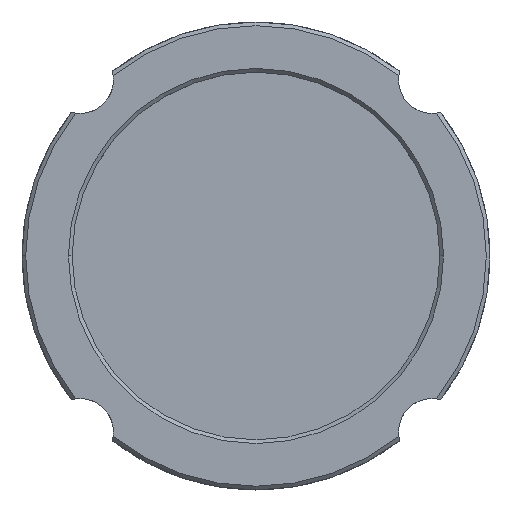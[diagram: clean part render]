
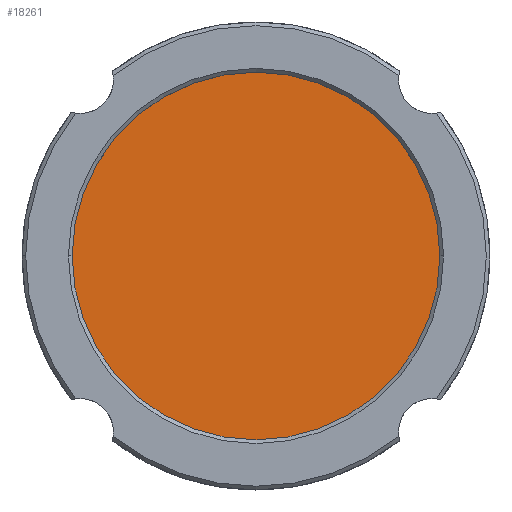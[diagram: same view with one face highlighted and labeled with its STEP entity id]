
A CAD part, top view. The second image highlights one B-rep face of the part: STEP entity #18261.
In plain terms, the highlighted planar face has unit normal (0, 0, 1).
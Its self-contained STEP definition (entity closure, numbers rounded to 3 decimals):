
#1571 = DIRECTION ( 'NONE',  ( 0., 0., 1. ) ) ;
#1572 = CARTESIAN_POINT ( 'NONE',  ( 0., 0., 40.2 ) ) ;
#1573 = FACE_OUTER_BOUND ( 'NONE', #18262, .T. ) ;
#1578 = AXIS2_PLACEMENT_3D ( 'NONE', #1572, #1571, #1588 ) ;
#1588 = DIRECTION ( 'NONE',  ( 1., 0., 0. ) ) ;
#1593 = PLANE ( 'NONE',  #1578 ) ;
#1989 = CARTESIAN_POINT ( 'NONE',  ( 49.5, 0., 40.2 ) ) ;
#1994 = CARTESIAN_POINT ( 'NONE',  ( -49.5, 0., 40.2 ) ) ;
#11206 = EDGE_CURVE ( 'NONE', #12470, #12469, #22510, .T. ) ;
#12223 = EDGE_CURVE ( 'NONE', #12469, #12470, #17917, .T. ) ;
#12469 = VERTEX_POINT ( 'NONE', #1994 ) ;
#12470 = VERTEX_POINT ( 'NONE', #1989 ) ;
#17870 = DIRECTION ( 'NONE',  ( 1., 0., 0. ) ) ;
#17871 = DIRECTION ( 'NONE',  ( 0., 0., 1. ) ) ;
#17872 = CARTESIAN_POINT ( 'NONE',  ( 0., 0., 40.2 ) ) ;
#17873 = AXIS2_PLACEMENT_3D ( 'NONE', #17872, #17871, #17870 ) ;
#17917 = CIRCLE ( 'NONE', #17873, 49.5 ) ;
#18169 = ORIENTED_EDGE ( 'NONE', *, *, #11206, .T. ) ;
#18259 = ORIENTED_EDGE ( 'NONE', *, *, #12223, .T. ) ;
#18261 = ADVANCED_FACE ( 'NONE', ( #1573 ), #1593, .T. ) ;
#18262 = EDGE_LOOP ( 'NONE', ( #18169, #18259 ) ) ;
#22506 = DIRECTION ( 'NONE',  ( 1., 0., 0. ) ) ;
#22507 = DIRECTION ( 'NONE',  ( 0., 0., 1. ) ) ;
#22508 = CARTESIAN_POINT ( 'NONE',  ( 0., 0., 40.2 ) ) ;
#22509 = AXIS2_PLACEMENT_3D ( 'NONE', #22508, #22507, #22506 ) ;
#22510 = CIRCLE ( 'NONE', #22509, 49.5 ) ;
